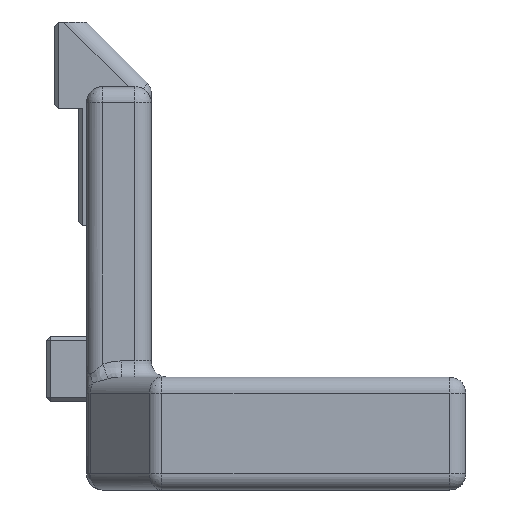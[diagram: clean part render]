
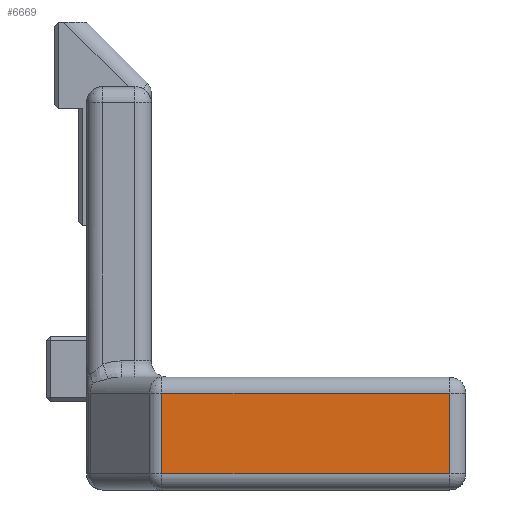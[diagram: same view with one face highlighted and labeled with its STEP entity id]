
A CAD part, left-side view. The second image highlights one B-rep face of the part: STEP entity #6669.
In plain terms, the highlighted planar face has unit normal (-1, 0, 0).
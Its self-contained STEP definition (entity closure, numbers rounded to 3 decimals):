
#697=FACE_OUTER_BOUND('',#1115,.T.);
#1115=EDGE_LOOP('',(#6073,#6074,#6075,#6076));
#1599=LINE('',#14012,#2133);
#1734=LINE('',#15830,#2268);
#1750=LINE('',#15902,#2284);
#1751=LINE('',#15904,#2285);
#2133=VECTOR('',#8836,1000.);
#2268=VECTOR('',#9219,1000.);
#2284=VECTOR('',#9319,10.);
#2285=VECTOR('',#9322,1000.);
#2957=VERTEX_POINT('',#12849);
#2974=VERTEX_POINT('',#12888);
#3146=VERTEX_POINT('',#15829);
#3158=VERTEX_POINT('',#15861);
#3902=EDGE_CURVE('',#2957,#2974,#1599,.T.);
#4097=EDGE_CURVE('',#3146,#2974,#1734,.T.);
#4134=EDGE_CURVE('',#3158,#3146,#1750,.T.);
#4135=EDGE_CURVE('',#3158,#2957,#1751,.T.);
#6073=ORIENTED_EDGE('',*,*,#4097,.T.);
#6074=ORIENTED_EDGE('',*,*,#3902,.F.);
#6075=ORIENTED_EDGE('',*,*,#4135,.F.);
#6076=ORIENTED_EDGE('',*,*,#4134,.T.);
#6265=PLANE('',#7386);
#6669=ADVANCED_FACE('',(#697),#6265,.T.);
#7386=AXIS2_PLACEMENT_3D('',#15903,#9320,#9321);
#8836=DIRECTION('',(0.,0.,1.));
#9219=DIRECTION('',(0.,1.,0.));
#9319=DIRECTION('',(0.,0.,1.));
#9320=DIRECTION('center_axis',(-1.,0.,0.));
#9321=DIRECTION('ref_axis',(0.,-1.,0.));
#9322=DIRECTION('',(0.,1.,0.));
#12849=CARTESIAN_POINT('',(-52.631,31.606,32.));
#12888=CARTESIAN_POINT('',(-52.631,31.606,42.));
#14012=CARTESIAN_POINT('',(-52.631,31.606,30.));
#15829=CARTESIAN_POINT('',(-52.631,-4.07,42.));
#15830=CARTESIAN_POINT('',(-52.631,25.012,42.));
#15861=CARTESIAN_POINT('',(-52.631,-4.07,32.));
#15902=CARTESIAN_POINT('',(-52.631,-4.07,30.));
#15903=CARTESIAN_POINT('Origin',(-52.631,25.012,30.));
#15904=CARTESIAN_POINT('',(-52.631,17.492,32.));
